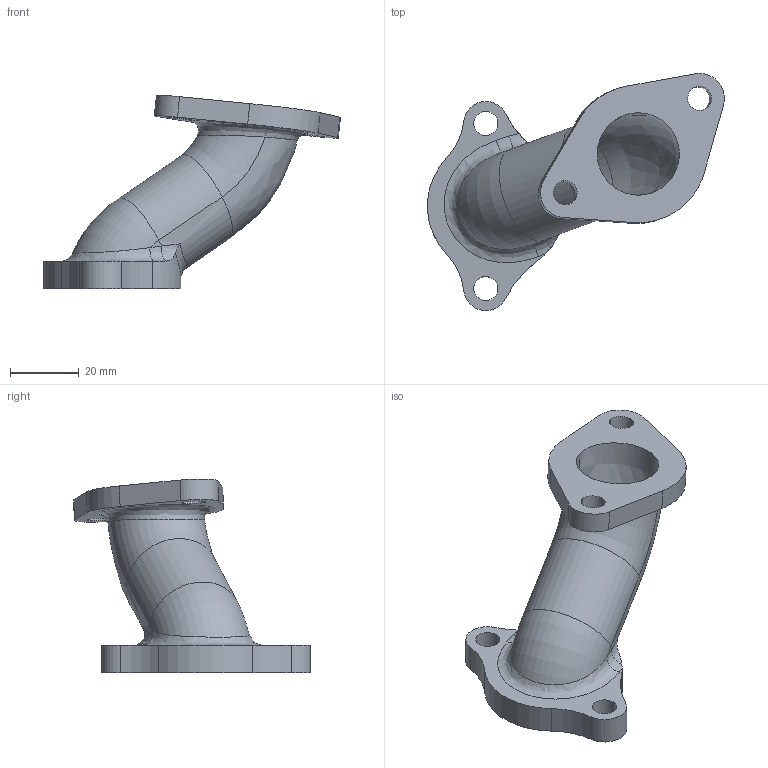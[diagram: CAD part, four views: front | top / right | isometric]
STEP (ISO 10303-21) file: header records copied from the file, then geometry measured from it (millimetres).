
FILE_DESCRIPTION(('CATIA V5 STEP Exchange','CAx-IF Rec.Pracs.--- Model Styling and Organization---1.2---2011-12-15'),'2;1');
FILE_NAME('inlet.stp','2020-01-08T12:00:19+00:00',('none'),('none'),'CATIA Version 5-6 Release 2014 SP6 HF1','CATIA V5 STEP AP214','none');
FILE_SCHEMA(('AUTOMOTIVE_DESIGN { 1 0 10303 214 1 1 1 1 }'));
Length unit declared in the file: millimetre
Products named in the file (1): PIPE3
Bounding box: 86.31 x 68.84 x 56.36 mm (x, y, z)
Volume: 24335.8 mm3; surface area: 16840.5 mm2
Topology: 1 solids, 1 shells, 50 faces, 156 edges, 120 vertices
Faces by surface type: extrusion 12, cylinder 12, revolution 9, bspline 9, plane 8
Entity records: 3114 total; most frequent: CARTESIAN_POINT 1746, ORIENTED_EDGE 252, DIRECTION 205, EDGE_CURVE 126, AXIS2_PLACEMENT_3D 100, VERTEX_POINT 79, EDGE_LOOP 61, CIRCLE 58
